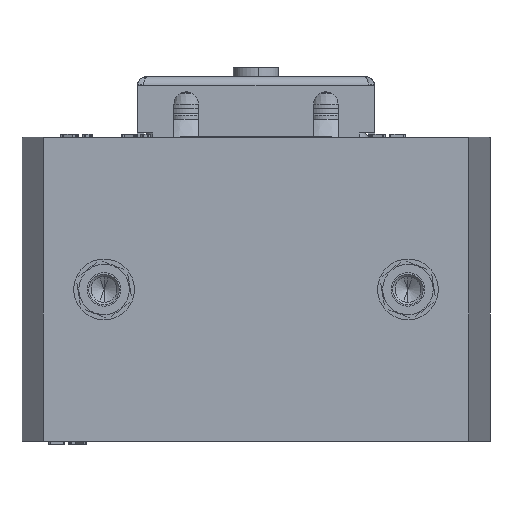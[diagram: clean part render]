
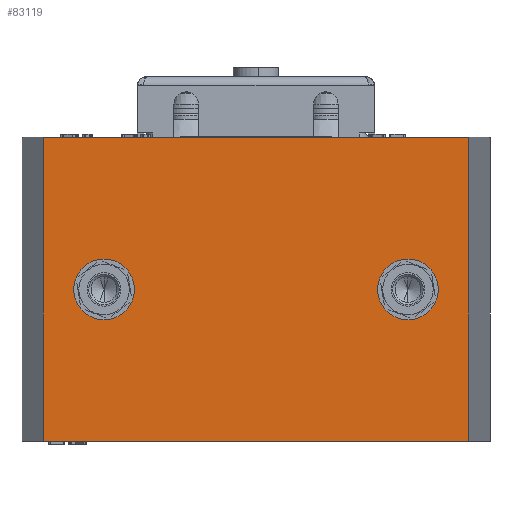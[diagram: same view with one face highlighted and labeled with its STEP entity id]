
A CAD part, front view. The second image highlights one B-rep face of the part: STEP entity #83119.
In plain terms, the highlighted planar face has unit normal (0, -1, 0).
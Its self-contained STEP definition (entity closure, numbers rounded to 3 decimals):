
#261 = CIRCLE ( 'NONE', #81785, 10. ) ;
#1662 = DIRECTION ( 'NONE',  ( 0., 0., -1. ) ) ;
#4858 = ORIENTED_EDGE ( 'NONE', *, *, #77387, .F. ) ;
#5181 = DIRECTION ( 'NONE',  ( 1., 0., 0. ) ) ;
#5402 = AXIS2_PLACEMENT_3D ( 'NONE', #104820, #53372, #1662 ) ;
#5445 = CARTESIAN_POINT ( 'NONE',  ( 50., -76., -18. ) ) ;
#7038 = ORIENTED_EDGE ( 'NONE', *, *, #61865, .F. ) ;
#7302 = DIRECTION ( 'NONE',  ( 0., 0., -1. ) ) ;
#7312 = VERTEX_POINT ( 'NONE', #63241 ) ;
#8043 = VERTEX_POINT ( 'NONE', #13616 ) ;
#8154 = VERTEX_POINT ( 'NONE', #10181 ) ;
#10181 = CARTESIAN_POINT ( 'NONE',  ( 70., -76., 32. ) ) ;
#10446 = EDGE_LOOP ( 'NONE', ( #98102, #4858 ) ) ;
#11400 = VERTEX_POINT ( 'NONE', #101410 ) ;
#13380 = DIRECTION ( 'NONE',  ( 1., 0., 0. ) ) ;
#13616 = CARTESIAN_POINT ( 'NONE',  ( -70., -76., -68. ) ) ;
#13955 = AXIS2_PLACEMENT_3D ( 'NONE', #108339, #56947, #5181 ) ;
#14065 = DIRECTION ( 'NONE',  ( 0., 0., -1. ) ) ;
#18342 = VERTEX_POINT ( 'NONE', #44083 ) ;
#21231 = FACE_BOUND ( 'NONE', #57798, .T. ) ;
#26270 = ORIENTED_EDGE ( 'NONE', *, *, #74929, .F. ) ;
#26947 = CARTESIAN_POINT ( 'NONE',  ( -50., -76., -18. ) ) ;
#27883 = CIRCLE ( 'NONE', #40150, 10. ) ;
#27943 = DIRECTION ( 'NONE',  ( 1., 0., 0. ) ) ;
#30424 = CARTESIAN_POINT ( 'NONE',  ( -70., -76., 32. ) ) ;
#32054 = DIRECTION ( 'NONE',  ( 0., 0., 1. ) ) ;
#34604 = CIRCLE ( 'NONE', #60575, 10. ) ;
#35045 = EDGE_CURVE ( 'NONE', #8043, #66046, #37934, .T. ) ;
#35319 = EDGE_CURVE ( 'NONE', #66046, #8154, #66304, .T. ) ;
#35631 = DIRECTION ( 'NONE',  ( 0., 0., -1. ) ) ;
#37934 = LINE ( 'NONE', #79634, #83807 ) ;
#40150 = AXIS2_PLACEMENT_3D ( 'NONE', #110432, #59118, #7302 ) ;
#42746 = VERTEX_POINT ( 'NONE', #58473 ) ;
#44083 = CARTESIAN_POINT ( 'NONE',  ( -50., -76., -28. ) ) ;
#44231 = FACE_BOUND ( 'NONE', #10446, .T. ) ;
#46445 = CARTESIAN_POINT ( 'NONE',  ( -70., -76., -68. ) ) ;
#46952 = FACE_OUTER_BOUND ( 'NONE', #50268, .T. ) ;
#50094 = VECTOR ( 'NONE', #13380, 1000. ) ;
#50268 = EDGE_LOOP ( 'NONE', ( #26270, #7038, #111471, #63597 ) ) ;
#52225 = VECTOR ( 'NONE', #106588, 1000. ) ;
#52791 = LINE ( 'NONE', #30424, #50094 ) ;
#53372 = DIRECTION ( 'NONE',  ( 0., -1., 0. ) ) ;
#56947 = DIRECTION ( 'NONE',  ( 0., -1., 0. ) ) ;
#57798 = EDGE_LOOP ( 'NONE', ( #93412, #69102 ) ) ;
#58473 = CARTESIAN_POINT ( 'NONE',  ( 50., -76., -8. ) ) ;
#58897 = CARTESIAN_POINT ( 'NONE',  ( 70., -76., -68. ) ) ;
#59118 = DIRECTION ( 'NONE',  ( 0., -1., 0. ) ) ;
#60575 = AXIS2_PLACEMENT_3D ( 'NONE', #26947, #87202, #35631 ) ;
#61803 = VERTEX_POINT ( 'NONE', #110711 ) ;
#61865 = EDGE_CURVE ( 'NONE', #8043, #61803, #72553, .T. ) ;
#63241 = CARTESIAN_POINT ( 'NONE',  ( 50., -76., -28. ) ) ;
#63597 = ORIENTED_EDGE ( 'NONE', *, *, #35319, .T. ) ;
#63684 = EDGE_CURVE ( 'NONE', #7312, #42746, #261, .T. ) ;
#64639 = CARTESIAN_POINT ( 'NONE',  ( 70., -76., -68. ) ) ;
#65941 = DIRECTION ( 'NONE',  ( 0., -1., 0. ) ) ;
#66046 = VERTEX_POINT ( 'NONE', #64639 ) ;
#66304 = LINE ( 'NONE', #58897, #109150 ) ;
#69102 = ORIENTED_EDGE ( 'NONE', *, *, #111416, .F. ) ;
#72553 = LINE ( 'NONE', #46445, #52225 ) ;
#73836 = CIRCLE ( 'NONE', #5402, 10. ) ;
#74929 = EDGE_CURVE ( 'NONE', #61803, #8154, #52791, .T. ) ;
#77387 = EDGE_CURVE ( 'NONE', #11400, #18342, #34604, .T. ) ;
#79634 = CARTESIAN_POINT ( 'NONE',  ( -70., -76., -68. ) ) ;
#81785 = AXIS2_PLACEMENT_3D ( 'NONE', #5445, #65941, #14065 ) ;
#83119 = ADVANCED_FACE ( 'NONE', ( #21231, #44231, #46952 ), #91152, .T. ) ;
#83807 = VECTOR ( 'NONE', #27943, 1000. ) ;
#87202 = DIRECTION ( 'NONE',  ( 0., -1., 0. ) ) ;
#88775 = EDGE_CURVE ( 'NONE', #18342, #11400, #73836, .T. ) ;
#91152 = PLANE ( 'NONE',  #13955 ) ;
#93412 = ORIENTED_EDGE ( 'NONE', *, *, #63684, .F. ) ;
#98102 = ORIENTED_EDGE ( 'NONE', *, *, #88775, .F. ) ;
#101410 = CARTESIAN_POINT ( 'NONE',  ( -50., -76., -8. ) ) ;
#104820 = CARTESIAN_POINT ( 'NONE',  ( -50., -76., -18. ) ) ;
#106588 = DIRECTION ( 'NONE',  ( 0., 0., 1. ) ) ;
#108339 = CARTESIAN_POINT ( 'NONE',  ( -70., -76., -68. ) ) ;
#109150 = VECTOR ( 'NONE', #32054, 1000. ) ;
#110432 = CARTESIAN_POINT ( 'NONE',  ( 50., -76., -18. ) ) ;
#110711 = CARTESIAN_POINT ( 'NONE',  ( -70., -76., 32. ) ) ;
#111416 = EDGE_CURVE ( 'NONE', #42746, #7312, #27883, .T. ) ;
#111471 = ORIENTED_EDGE ( 'NONE', *, *, #35045, .T. ) ;
